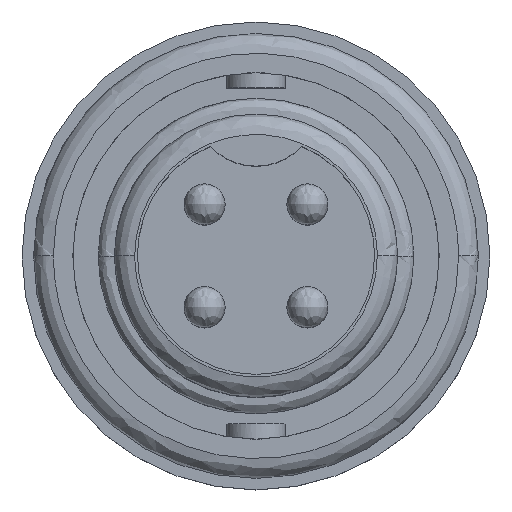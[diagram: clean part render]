
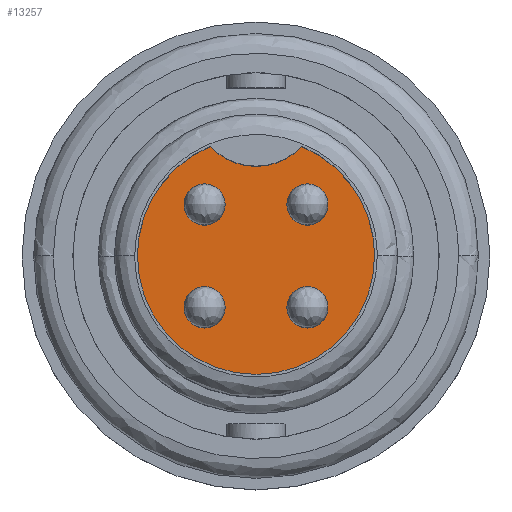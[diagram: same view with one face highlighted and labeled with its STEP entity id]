
A CAD part, top view. The second image highlights one B-rep face of the part: STEP entity #13257.
In plain terms, the highlighted planar face has unit normal (0, 0, 1).
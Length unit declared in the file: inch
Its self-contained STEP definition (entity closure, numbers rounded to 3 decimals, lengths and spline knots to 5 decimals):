
#75 = ORIENTED_EDGE ( 'NONE', *, *, #14104, .T. ) ;
#201 = FACE_BOUND ( 'NONE', #15755, .T. ) ;
#393 = CIRCLE ( 'NONE', #8652, 0.03125 ) ;
#415 = ORIENTED_EDGE ( 'NONE', *, *, #9132, .T. ) ;
#522 = EDGE_LOOP ( 'NONE', ( #9997, #1041, #75, #8008 ) ) ;
#650 = CIRCLE ( 'NONE', #10471, 0.095 ) ;
#842 = EDGE_LOOP ( 'NONE', ( #15427, #3512 ) ) ;
#940 = CIRCLE ( 'NONE', #3250, 0.18 ) ;
#1020 = CARTESIAN_POINT ( 'NONE',  ( -0.078, -0.078, 0.06825 ) ) ;
#1041 = ORIENTED_EDGE ( 'NONE', *, *, #9048, .T. ) ;
#1163 = DIRECTION ( 'NONE',  ( 1., 0., 0. ) ) ;
#1165 = DIRECTION ( 'NONE',  ( 0., 0., -1. ) ) ;
#1182 = CARTESIAN_POINT ( 'NONE',  ( 0.078, 0.078, 0.06825 ) ) ;
#1840 = AXIS2_PLACEMENT_3D ( 'NONE', #7100, #6726, #6691 ) ;
#1893 = EDGE_CURVE ( 'NONE', #11370, #11025, #650, .T. ) ;
#1974 = CIRCLE ( 'NONE', #1840, 0.03125 ) ;
#2216 = VERTEX_POINT ( 'NONE', #3110 ) ;
#2225 = DIRECTION ( 'NONE',  ( 1., 0., 0. ) ) ;
#2447 = AXIS2_PLACEMENT_3D ( 'NONE', #8419, #6107, #14690 ) ;
#2496 = VERTEX_POINT ( 'NONE', #4127 ) ;
#2599 = EDGE_CURVE ( 'NONE', #8348, #12490, #1974, .T. ) ;
#3080 = FACE_OUTER_BOUND ( 'NONE', #522, .T. ) ;
#3110 = CARTESIAN_POINT ( 'NONE',  ( 0.04675, 0.078, 0.06825 ) ) ;
#3144 = EDGE_LOOP ( 'NONE', ( #4810, #8865 ) ) ;
#3223 = DIRECTION ( 'NONE',  ( 1., 0., 0. ) ) ;
#3226 = DIRECTION ( 'NONE',  ( 0., 0., -1. ) ) ;
#3243 = CARTESIAN_POINT ( 'NONE',  ( -0.078, -0.078, 0.06825 ) ) ;
#3250 = AXIS2_PLACEMENT_3D ( 'NONE', #4957, #13522, #6184 ) ;
#3341 = CIRCLE ( 'NONE', #14498, 0.03125 ) ;
#3475 = CARTESIAN_POINT ( 'NONE',  ( -0.10925, -0.078, 0.06825 ) ) ;
#3512 = ORIENTED_EDGE ( 'NONE', *, *, #8168, .T. ) ;
#3642 = CARTESIAN_POINT ( 'NONE',  ( -0.06937, 0.1661, 0.06825 ) ) ;
#3672 = VERTEX_POINT ( 'NONE', #5870 ) ;
#4071 = VERTEX_POINT ( 'NONE', #3475 ) ;
#4127 = CARTESIAN_POINT ( 'NONE',  ( -0.18, 0., 0.06825 ) ) ;
#4810 = ORIENTED_EDGE ( 'NONE', *, *, #10393, .T. ) ;
#4825 = PLANE ( 'NONE',  #2447 ) ;
#4955 = VERTEX_POINT ( 'NONE', #13975 ) ;
#4957 = CARTESIAN_POINT ( 'NONE',  ( 0., 0., 0.06825 ) ) ;
#5106 = VERTEX_POINT ( 'NONE', #11583 ) ;
#5139 = CIRCLE ( 'NONE', #10085, 0.03125 ) ;
#5312 = EDGE_LOOP ( 'NONE', ( #415, #9426 ) ) ;
#5383 = ORIENTED_EDGE ( 'NONE', *, *, #7159, .T. ) ;
#5400 = CARTESIAN_POINT ( 'NONE',  ( 0.06937, 0.1661, 0.06825 ) ) ;
#5870 = CARTESIAN_POINT ( 'NONE',  ( 0.10925, 0.078, 0.06825 ) ) ;
#6048 = FACE_BOUND ( 'NONE', #3144, .T. ) ;
#6107 = DIRECTION ( 'NONE',  ( 0., 0., 1. ) ) ;
#6177 = EDGE_CURVE ( 'NONE', #11370, #2496, #9838, .T. ) ;
#6184 = DIRECTION ( 'NONE',  ( 1., 0., 0. ) ) ;
#6691 = DIRECTION ( 'NONE',  ( 1., 0., 0. ) ) ;
#6726 = DIRECTION ( 'NONE',  ( 0., 0., -1. ) ) ;
#6805 = AXIS2_PLACEMENT_3D ( 'NONE', #7521, #7506, #7488 ) ;
#7100 = CARTESIAN_POINT ( 'NONE',  ( 0.078, -0.078, 0.06825 ) ) ;
#7159 = EDGE_CURVE ( 'NONE', #8207, #4071, #12506, .T. ) ;
#7235 = CARTESIAN_POINT ( 'NONE',  ( -0.078, 0.078, 0.06825 ) ) ;
#7488 = DIRECTION ( 'NONE',  ( 1., 0., 0. ) ) ;
#7506 = DIRECTION ( 'NONE',  ( 0., 0., -1. ) ) ;
#7521 = CARTESIAN_POINT ( 'NONE',  ( -0.078, 0.078, 0.06825 ) ) ;
#7729 = CARTESIAN_POINT ( 'NONE',  ( 0.04675, -0.078, 0.06825 ) ) ;
#7968 = AXIS2_PLACEMENT_3D ( 'NONE', #7235, #15805, #8467 ) ;
#8008 = ORIENTED_EDGE ( 'NONE', *, *, #1893, .F. ) ;
#8168 = EDGE_CURVE ( 'NONE', #2216, #3672, #3341, .T. ) ;
#8207 = VERTEX_POINT ( 'NONE', #9131 ) ;
#8348 = VERTEX_POINT ( 'NONE', #7729 ) ;
#8419 = CARTESIAN_POINT ( 'NONE',  ( 0., 0.1155, 0.06825 ) ) ;
#8467 = DIRECTION ( 'NONE',  ( 1., 0., 0. ) ) ;
#8577 = AXIS2_PLACEMENT_3D ( 'NONE', #1182, #1165, #1163 ) ;
#8652 = AXIS2_PLACEMENT_3D ( 'NONE', #1020, #9729, #2225 ) ;
#8653 = EDGE_CURVE ( 'NONE', #3672, #2216, #14733, .T. ) ;
#8703 = CIRCLE ( 'NONE', #7968, 0.03125 ) ;
#8773 = AXIS2_PLACEMENT_3D ( 'NONE', #11758, #12854, #13361 ) ;
#8779 = DIRECTION ( 'NONE',  ( 1., 0., 0. ) ) ;
#8797 = DIRECTION ( 'NONE',  ( 0., 0., -1. ) ) ;
#8817 = CARTESIAN_POINT ( 'NONE',  ( 0.078, 0.078, 0.06825 ) ) ;
#8865 = ORIENTED_EDGE ( 'NONE', *, *, #15757, .T. ) ;
#9048 = EDGE_CURVE ( 'NONE', #2496, #10112, #14925, .T. ) ;
#9131 = CARTESIAN_POINT ( 'NONE',  ( -0.04675, -0.078, 0.06825 ) ) ;
#9132 = EDGE_CURVE ( 'NONE', #12490, #8348, #5139, .T. ) ;
#9323 = FACE_BOUND ( 'NONE', #842, .T. ) ;
#9357 = CARTESIAN_POINT ( 'NONE',  ( 0.10925, -0.078, 0.06825 ) ) ;
#9426 = ORIENTED_EDGE ( 'NONE', *, *, #2599, .T. ) ;
#9558 = CARTESIAN_POINT ( 'NONE',  ( 0.18, 0., 0.06825 ) ) ;
#9729 = DIRECTION ( 'NONE',  ( 0., 0., -1. ) ) ;
#9838 = CIRCLE ( 'NONE', #8773, 0.18 ) ;
#9997 = ORIENTED_EDGE ( 'NONE', *, *, #6177, .T. ) ;
#9998 = AXIS2_PLACEMENT_3D ( 'NONE', #15491, #14192, #14574 ) ;
#10085 = AXIS2_PLACEMENT_3D ( 'NONE', #14627, #14646, #14881 ) ;
#10112 = VERTEX_POINT ( 'NONE', #9558 ) ;
#10393 = EDGE_CURVE ( 'NONE', #5106, #4955, #11823, .T. ) ;
#10471 = AXIS2_PLACEMENT_3D ( 'NONE', #14122, #14132, #14135 ) ;
#11025 = VERTEX_POINT ( 'NONE', #5400 ) ;
#11321 = EDGE_CURVE ( 'NONE', #4071, #8207, #393, .T. ) ;
#11370 = VERTEX_POINT ( 'NONE', #3642 ) ;
#11583 = CARTESIAN_POINT ( 'NONE',  ( -0.04675, 0.078, 0.06825 ) ) ;
#11758 = CARTESIAN_POINT ( 'NONE',  ( 0., 0., 0.06825 ) ) ;
#11823 = CIRCLE ( 'NONE', #6805, 0.03125 ) ;
#12490 = VERTEX_POINT ( 'NONE', #9357 ) ;
#12506 = CIRCLE ( 'NONE', #15286, 0.03125 ) ;
#12559 = FACE_BOUND ( 'NONE', #5312, .T. ) ;
#12854 = DIRECTION ( 'NONE',  ( 0., 0., 1. ) ) ;
#13257 = ADVANCED_FACE ( 'NONE', ( #3080, #201, #9323, #12559, #6048 ), #4825, .T. ) ;
#13361 = DIRECTION ( 'NONE',  ( 1., 0., 0. ) ) ;
#13522 = DIRECTION ( 'NONE',  ( 0., 0., 1. ) ) ;
#13975 = CARTESIAN_POINT ( 'NONE',  ( -0.10925, 0.078, 0.06825 ) ) ;
#14104 = EDGE_CURVE ( 'NONE', #10112, #11025, #940, .T. ) ;
#14122 = CARTESIAN_POINT ( 'NONE',  ( 0., 0.231, 0.06825 ) ) ;
#14132 = DIRECTION ( 'NONE',  ( 0., 0., 1. ) ) ;
#14135 = DIRECTION ( 'NONE',  ( 1., 0., 0. ) ) ;
#14192 = DIRECTION ( 'NONE',  ( 0., 0., 1. ) ) ;
#14498 = AXIS2_PLACEMENT_3D ( 'NONE', #8817, #8797, #8779 ) ;
#14574 = DIRECTION ( 'NONE',  ( 1., 0., 0. ) ) ;
#14627 = CARTESIAN_POINT ( 'NONE',  ( 0.078, -0.078, 0.06825 ) ) ;
#14646 = DIRECTION ( 'NONE',  ( 0., 0., -1. ) ) ;
#14690 = DIRECTION ( 'NONE',  ( 1., 0., 0. ) ) ;
#14733 = CIRCLE ( 'NONE', #8577, 0.03125 ) ;
#14881 = DIRECTION ( 'NONE',  ( 1., 0., 0. ) ) ;
#14925 = CIRCLE ( 'NONE', #9998, 0.18 ) ;
#15069 = ORIENTED_EDGE ( 'NONE', *, *, #11321, .T. ) ;
#15286 = AXIS2_PLACEMENT_3D ( 'NONE', #3243, #3226, #3223 ) ;
#15427 = ORIENTED_EDGE ( 'NONE', *, *, #8653, .T. ) ;
#15491 = CARTESIAN_POINT ( 'NONE',  ( 0., 0., 0.06825 ) ) ;
#15755 = EDGE_LOOP ( 'NONE', ( #5383, #15069 ) ) ;
#15757 = EDGE_CURVE ( 'NONE', #4955, #5106, #8703, .T. ) ;
#15805 = DIRECTION ( 'NONE',  ( 0., 0., -1. ) ) ;
